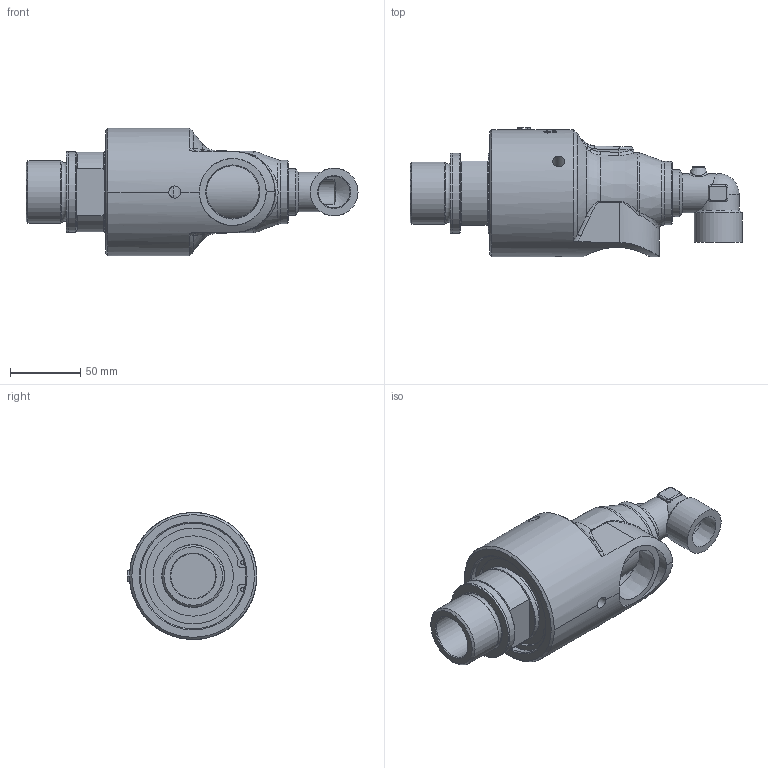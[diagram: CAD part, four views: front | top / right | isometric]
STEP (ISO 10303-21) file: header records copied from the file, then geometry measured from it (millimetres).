
FILE_DESCRIPTION(/* description */ (''),/* implementation_level */ '2;1');
FILE_NAME(/* name */ '527-000-027104-IC.stp',/* time_stamp */ '2020-05-19T15:12:59-05:00',/* author */ ('GALINDOLM'),/* organization */ (''),/* preprocessor_version */ 'ST-DEVELOPER v18',/* originating_system */ 'Autodesk Inventor 2020',/* authorisation */ '');
FILE_SCHEMA (('AUTOMOTIVE_DESIGN { 1 0 10303 214 3 1 1 }'));
Products named in the file (1): 527-000-027104-IC
Bounding box: 236.27 x 92.2 x 90.5 mm (x, y, z)
Volume: 636291.6 mm3; surface area: 85652.1 mm2
Topology: 1 solids, 2 shells, 513 faces, 1347 edges, 883 vertices
Faces by surface type: bspline 223, plane 153, cylinder 98, cone 31, torus 7, sphere 1
Full cylindrical faces by diameter (mm): 2.794 x2, 5.359 x1, 8.6 x3, 19.05 x1, 22.631 x1, 28 x1, 31.8 x1, 34 x1, 44.404 x1, 44.8 x1, 47.6 x1, 50.05 x1, 57 x2, 57.2 x1, 75.08 x1, 80.8 x1
Entity records: 64588 total; most frequent: CARTESIAN_POINT 52684, ORIENTED_EDGE 2690, DIRECTION 1956, EDGE_CURVE 1345, VERTEX_POINT 883, AXIS2_PLACEMENT_3D 738, EDGE_LOOP 562, FACE_OUTER_BOUND 513
